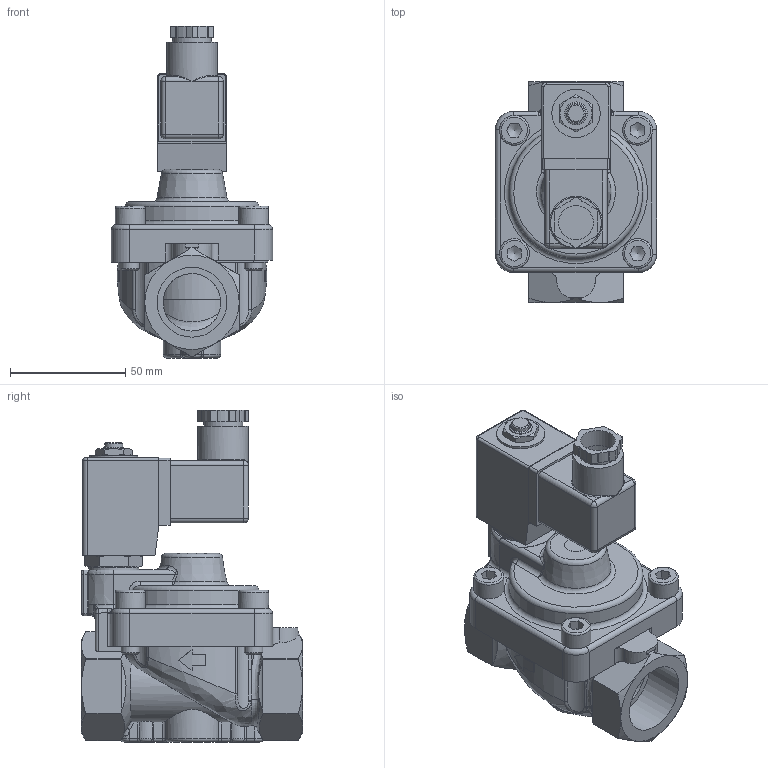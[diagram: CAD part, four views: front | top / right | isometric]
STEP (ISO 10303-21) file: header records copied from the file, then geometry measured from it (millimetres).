
FILE_DESCRIPTION(/* description */ ('3D-Modell'),/* implementation_level */ '2;1');
FILE_NAME(/* name */ '051.000182_B5124-1001-.032.stp',/* time_stamp */ '2022-05-09T14:01:56+02:00',/* author */ ('CBeuthner'),/* organization */ (''),/* preprocessor_version */ 'ST-DEVELOPER v16.1',/* originating_system */ 'Autodesk Inventor 2016',/* authorisation */ '');
FILE_SCHEMA (('CONFIG_CONTROL_DESIGN'));
Length unit declared in the file: millimetre
Products named in the file (1): 88-005555
Bounding box: 70 x 96 x 144.2 mm (x, y, z)
Volume: 266186 mm3; surface area: 64266 mm2
Topology: 1 solids, 2 shells, 645 faces, 1652 edges, 1016 vertices
Faces by surface type: plane 254, cylinder 196, bspline 71, cone 62, torus 47, sphere 15
Full cylindrical faces by diameter (mm): 0.905 x2, 2 x2, 2.116 x1, 3 x1, 4.917 x2, 6.2 x1, 8 x5, 10 x2, 13 x4, 15 x1, 17 x1, 20 x1, 20.652 x1, 21 x1, 21.9 x1, 22 x1, 25 x2, 30.291 x2, 35.5 x1
Entity records: 24549 total; most frequent: CARTESIAN_POINT 9344, ORIENTED_EDGE 3104, DIRECTION 2884, EDGE_CURVE 1552, AXIS2_PLACEMENT_3D 1107, VERTEX_POINT 991, EDGE_LOOP 735, LINE 670
